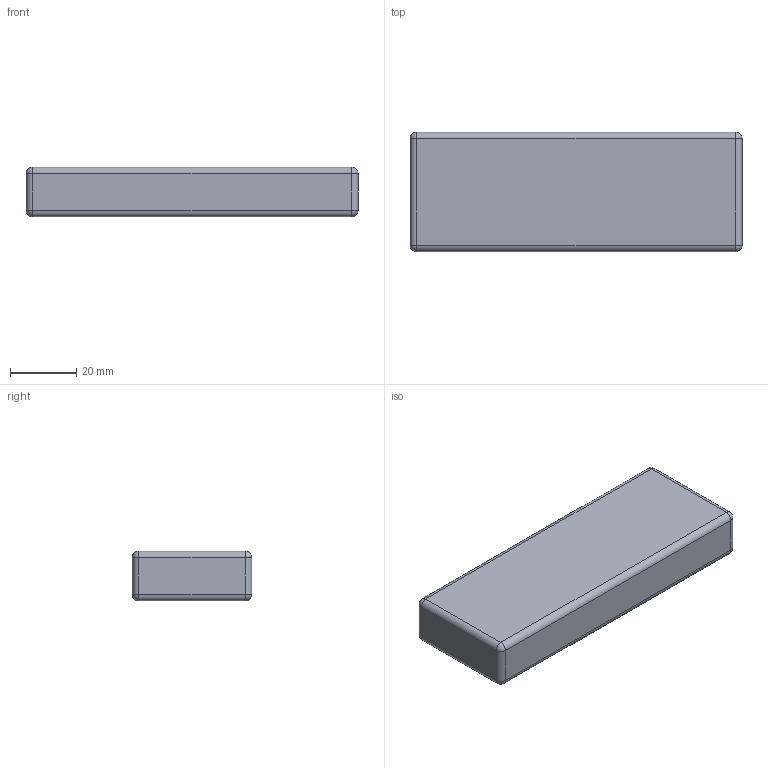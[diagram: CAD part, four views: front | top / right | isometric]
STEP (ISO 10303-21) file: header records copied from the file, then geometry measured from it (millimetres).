
FILE_DESCRIPTION (( 'STEP AP203' ), '1' );
FILE_NAME ('1500_2s_100x35x15_OFD.STEP', '2022-08-08T13:58:49', ( '' ), ( '' ), 'SwSTEP 2.0', 'SolidWorks 2020', '' );
FILE_SCHEMA (( 'CONFIG_CONTROL_DESIGN' ));
Length unit declared in the file: millimetre
Products named in the file (1): 1500_2s_100x35x15_OFD
Bounding box: 100 x 36 x 15 mm (x, y, z)
Volume: 53475.6 mm3; surface area: 10872.9 mm2
Topology: 1 solids, 1 shells, 253 faces, 671 edges, 434 vertices
Faces by surface type: plane 118, bspline 115, cylinder 12, sphere 8
Entity records: 14516 total; most frequent: CARTESIAN_POINT 8986, ORIENTED_EDGE 1326, DIRECTION 735, EDGE_CURVE 663, VERTEX_POINT 434, VECTOR 409, LINE 409, EDGE_LOOP 275
